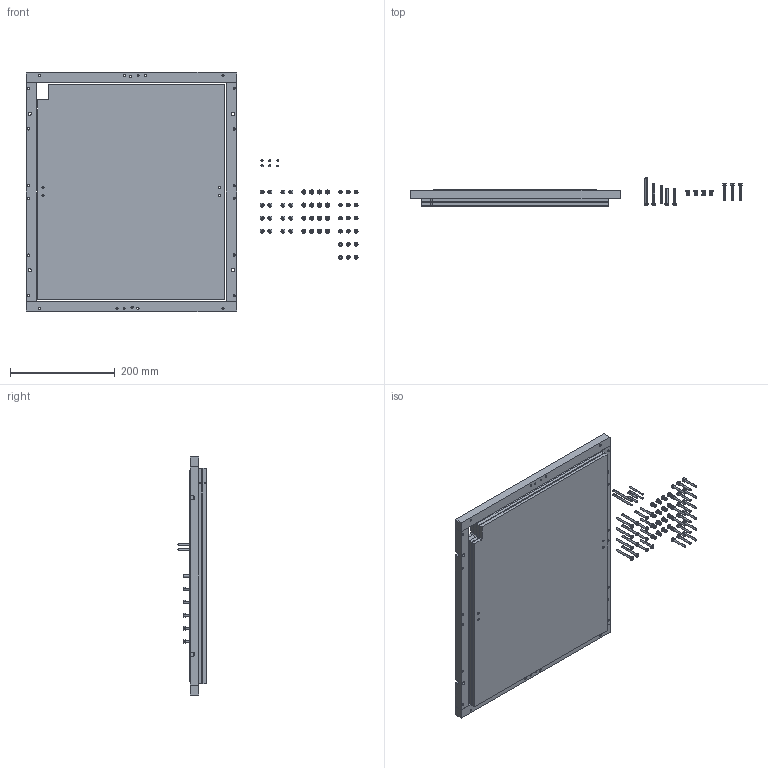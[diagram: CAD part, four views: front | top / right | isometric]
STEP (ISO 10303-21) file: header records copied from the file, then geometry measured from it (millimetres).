
FILE_DESCRIPTION (( 'STEP AP214' ), '1' );
FILE_NAME ('113339~1.STEP', '2022-03-08T15:35:56', ( '' ), ( '' ), 'SwSTEP 2.0', 'SolidWorks 2018', '' );
FILE_SCHEMA (( 'AUTOMOTIVE_DESIGN' ));
Length unit declared in the file: millimetre
Products named in the file (17): 113331~1; 113335~0; DIN6325~n_03,0m6x036; 113342~1_S; DIN6325~n_04,0m6x024; 113345~0_S; 113333~0; Gewindebuchse~n_M04-09,5 offen; 113334~0; 5107~0_SBU-305-380L-VA2070S_i3070-5-113338_113339<Standard> [5107]; DIN6325~n_04,0m6x050; DIN912~n_M04,0x030; 113343~1_S; ISO7380~n_M04,0x030; ISO7380~n_M04,0x040; 113339~1; 113332~1
Assembly tree (68 placements, depth 3):
  113339~1
    113331~1
    113332~1
    113333~0
    113335~0
    113334~0
    113342~1_S  x2
    113343~1_S  x2
    113345~0_S
      ISO7380~n_M04,0x040  x8
      ISO7380~n_M04,0x030  x8
      Gewindebuchse~n_M04-09,5 offen  x16
      DIN6325~n_04,0m6x050  x2
      DIN912~n_M04,0x030  x18
      DIN6325~n_04,0m6x024  x2
      DIN6325~n_03,0m6x036  x2
    5107~0_SBU-305-380L-VA2070S_i3070-5-113338_113339<Standard> [5107]  x2
Bounding box: 634.9 x 54 x 457.2 mm (x, y, z)
Volume: 4936188.4 mm3; surface area: 1705383.3 mm2
Topology: 67 solids, 67 shells, 3523 faces, 8273 edges, 5438 vertices
Faces by surface type: plane 2282, cylinder 989, cone 116, torus 112, sphere 24
Entity records: 15591 total; most frequent: DIRECTION 2745, CARTESIAN_POINT 2555, ORIENTED_EDGE 2306, EDGE_CURVE 1153, AXIS2_PLACEMENT_3D 1062, VERTEX_POINT 758, LINE 621, VECTOR 621
